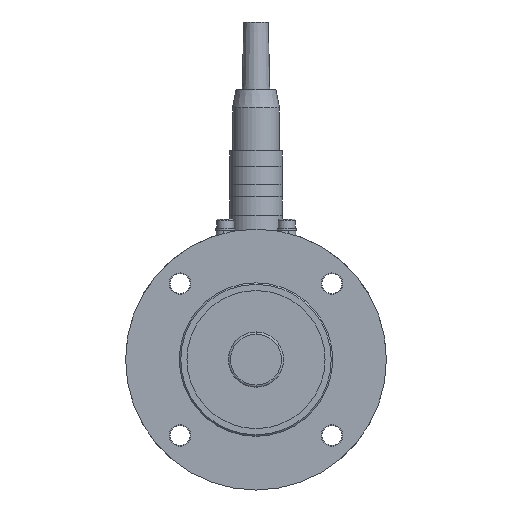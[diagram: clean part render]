
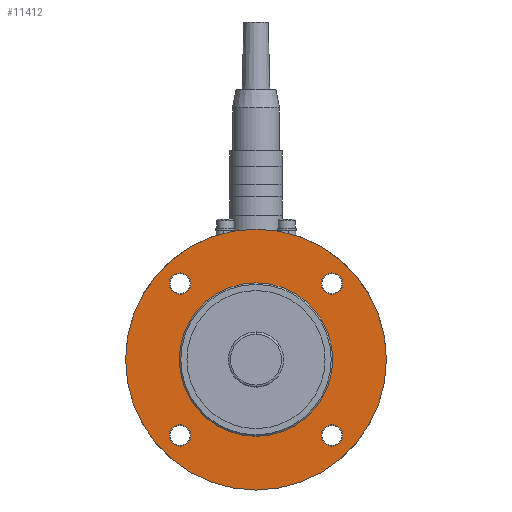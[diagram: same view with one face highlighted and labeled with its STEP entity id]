
A CAD part, left-side view. The second image highlights one B-rep face of the part: STEP entity #11412.
In plain terms, the highlighted face is planar.
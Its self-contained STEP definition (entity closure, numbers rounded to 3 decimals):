
#11030=CARTESIAN_POINT('',(0.0,1.5,30.0));
#11031=VERTEX_POINT('',#11030);
#11047=CARTESIAN_POINT('',(0.,1.5,-20.0));
#11048=VERTEX_POINT('',#11047);
#11055=CARTESIAN_POINT('',(0.0,1.5,5.0));
#11056=DIRECTION('',(0.0,-1.0,0.0));
#11057=DIRECTION('',(0.0,0.0,1.0));
#11058=AXIS2_PLACEMENT_3D('',#11055,#11056,#11057);
#11059=CIRCLE('',#11058,25.0);
#11060=EDGE_CURVE('',#11031,#11048,#11059,.T.);
#11072=CARTESIAN_POINT('',(0.0,1.5,47.5));
#11073=VERTEX_POINT('',#11072);
#11089=CARTESIAN_POINT('',(0.,1.5,-37.5));
#11090=VERTEX_POINT('',#11089);
#11097=CARTESIAN_POINT('',(0.0,1.5,5.0));
#11098=DIRECTION('',(0.0,-1.0,0.0));
#11099=DIRECTION('',(0.0,0.0,1.0));
#11100=AXIS2_PLACEMENT_3D('',#11097,#11098,#11099);
#11101=CIRCLE('',#11100,42.5);
#11102=EDGE_CURVE('',#11090,#11073,#11101,.T.);
#11114=CARTESIAN_POINT('',(24.749,1.5,26.249));
#11115=VERTEX_POINT('',#11114);
#11131=CARTESIAN_POINT('',(24.749,1.5,33.249));
#11132=VERTEX_POINT('',#11131);
#11139=CARTESIAN_POINT('',(24.749,1.5,29.749));
#11140=DIRECTION('',(0.0,-1.0,0.0));
#11141=DIRECTION('',(0.0,0.0,-1.0));
#11142=AXIS2_PLACEMENT_3D('',#11139,#11140,#11141);
#11143=CIRCLE('',#11142,3.5);
#11144=EDGE_CURVE('',#11115,#11132,#11143,.T.);
#11156=CARTESIAN_POINT('',(-21.249,1.5,29.749));
#11157=VERTEX_POINT('',#11156);
#11173=CARTESIAN_POINT('',(-28.249,1.5,29.749));
#11174=VERTEX_POINT('',#11173);
#11181=CARTESIAN_POINT('',(-24.749,1.5,29.749));
#11182=DIRECTION('',(0.0,-1.0,0.0));
#11183=DIRECTION('',(1.0,0.0,0.0));
#11184=AXIS2_PLACEMENT_3D('',#11181,#11182,#11183);
#11185=CIRCLE('',#11184,3.5);
#11186=EDGE_CURVE('',#11157,#11174,#11185,.T.);
#11198=CARTESIAN_POINT('',(-24.749,1.5,-16.249));
#11199=VERTEX_POINT('',#11198);
#11215=CARTESIAN_POINT('',(-24.749,1.5,-23.249));
#11216=VERTEX_POINT('',#11215);
#11223=CARTESIAN_POINT('',(-24.749,1.5,-19.749));
#11224=DIRECTION('',(0.0,-1.0,0.0));
#11225=DIRECTION('',(0.0,0.0,1.0));
#11226=AXIS2_PLACEMENT_3D('',#11223,#11224,#11225);
#11227=CIRCLE('',#11226,3.5);
#11228=EDGE_CURVE('',#11199,#11216,#11227,.T.);
#11240=CARTESIAN_POINT('',(21.249,1.5,-19.749));
#11241=VERTEX_POINT('',#11240);
#11257=CARTESIAN_POINT('',(28.249,1.5,-19.749));
#11258=VERTEX_POINT('',#11257);
#11265=CARTESIAN_POINT('',(24.749,1.5,-19.749));
#11266=DIRECTION('',(0.0,-1.0,0.0));
#11267=DIRECTION('',(-1.0,0.0,0.0));
#11268=AXIS2_PLACEMENT_3D('',#11265,#11266,#11267);
#11269=CIRCLE('',#11268,3.5);
#11270=EDGE_CURVE('',#11241,#11258,#11269,.T.);
#11281=CARTESIAN_POINT('',(24.749,1.5,-19.749));
#11282=DIRECTION('',(0.0,-1.0,0.0));
#11283=DIRECTION('',(-1.0,0.0,0.0));
#11284=AXIS2_PLACEMENT_3D('',#11281,#11282,#11283);
#11285=CIRCLE('',#11284,3.5);
#11286=EDGE_CURVE('',#11258,#11241,#11285,.T.);
#11305=CARTESIAN_POINT('',(-24.749,1.5,-19.749));
#11306=DIRECTION('',(0.0,-1.0,0.0));
#11307=DIRECTION('',(0.0,0.0,1.0));
#11308=AXIS2_PLACEMENT_3D('',#11305,#11306,#11307);
#11309=CIRCLE('',#11308,3.5);
#11310=EDGE_CURVE('',#11216,#11199,#11309,.T.);
#11329=CARTESIAN_POINT('',(-24.749,1.5,29.749));
#11330=DIRECTION('',(0.0,-1.0,0.0));
#11331=DIRECTION('',(1.0,0.0,0.0));
#11332=AXIS2_PLACEMENT_3D('',#11329,#11330,#11331);
#11333=CIRCLE('',#11332,3.5);
#11334=EDGE_CURVE('',#11174,#11157,#11333,.T.);
#11353=CARTESIAN_POINT('',(24.749,1.5,29.749));
#11354=DIRECTION('',(0.0,-1.0,0.0));
#11355=DIRECTION('',(0.0,0.0,-1.0));
#11356=AXIS2_PLACEMENT_3D('',#11353,#11354,#11355);
#11357=CIRCLE('',#11356,3.5);
#11358=EDGE_CURVE('',#11132,#11115,#11357,.T.);
#11371=CARTESIAN_POINT('',(-46.75,1.5,-41.75));
#11372=DIRECTION('',(0.0,1.0,0.0));
#11373=DIRECTION('',(0.0,0.0,1.0));
#11374=AXIS2_PLACEMENT_3D('',#11371,#11372,#11373);
#11375=PLANE('',#11374);
#11376=CARTESIAN_POINT('',(0.0,1.5,5.0));
#11377=DIRECTION('',(0.0,-1.0,0.0));
#11378=DIRECTION('',(0.0,0.0,1.0));
#11379=AXIS2_PLACEMENT_3D('',#11376,#11377,#11378);
#11380=CIRCLE('',#11379,42.5);
#11381=EDGE_CURVE('',#11073,#11090,#11380,.T.);
#11382=ORIENTED_EDGE('',*,*,#11381,.F.);
#11383=ORIENTED_EDGE('',*,*,#11102,.F.);
#11384=EDGE_LOOP('',(#11382,#11383));
#11385=FACE_OUTER_BOUND('',#11384,.T.);
#11386=ORIENTED_EDGE('',*,*,#11286,.T.);
#11387=ORIENTED_EDGE('',*,*,#11270,.T.);
#11388=EDGE_LOOP('',(#11386,#11387));
#11389=FACE_BOUND('',#11388,.T.);
#11390=ORIENTED_EDGE('',*,*,#11310,.T.);
#11391=ORIENTED_EDGE('',*,*,#11228,.T.);
#11392=EDGE_LOOP('',(#11390,#11391));
#11393=FACE_BOUND('',#11392,.T.);
#11394=ORIENTED_EDGE('',*,*,#11334,.T.);
#11395=ORIENTED_EDGE('',*,*,#11186,.T.);
#11396=EDGE_LOOP('',(#11394,#11395));
#11397=FACE_BOUND('',#11396,.T.);
#11398=ORIENTED_EDGE('',*,*,#11358,.T.);
#11399=ORIENTED_EDGE('',*,*,#11144,.T.);
#11400=EDGE_LOOP('',(#11398,#11399));
#11401=FACE_BOUND('',#11400,.T.);
#11402=ORIENTED_EDGE('',*,*,#11060,.T.);
#11403=CARTESIAN_POINT('',(0.0,1.5,5.0));
#11404=DIRECTION('',(0.0,-1.0,0.0));
#11405=DIRECTION('',(0.0,0.0,1.0));
#11406=AXIS2_PLACEMENT_3D('',#11403,#11404,#11405);
#11407=CIRCLE('',#11406,25.0);
#11408=EDGE_CURVE('',#11048,#11031,#11407,.T.);
#11409=ORIENTED_EDGE('',*,*,#11408,.T.);
#11410=EDGE_LOOP('',(#11402,#11409));
#11411=FACE_BOUND('',#11410,.T.);
#11412=ADVANCED_FACE('',(#11385,#11389,#11393,#11397,#11401,#11411),#11375,.T.);
